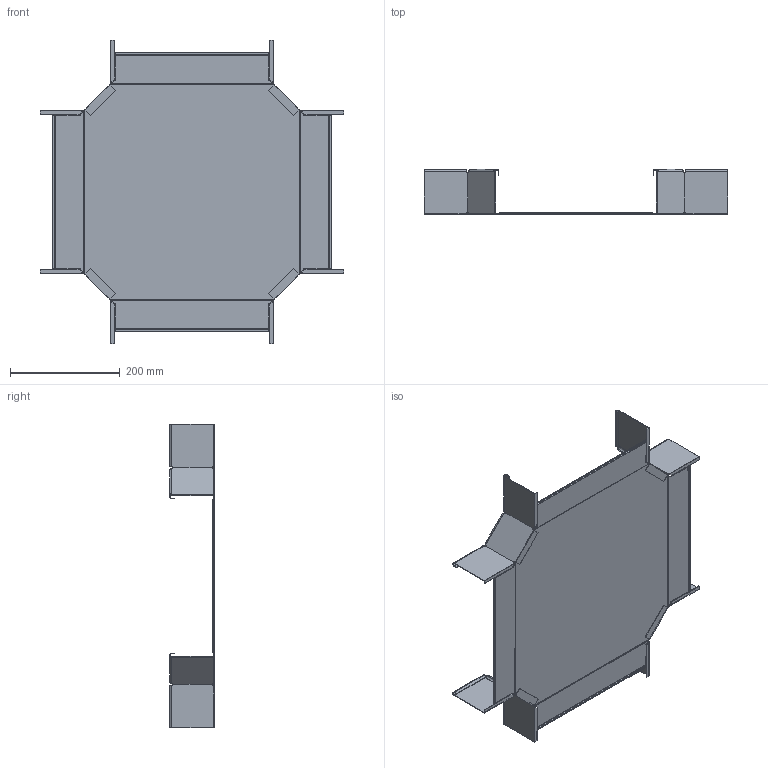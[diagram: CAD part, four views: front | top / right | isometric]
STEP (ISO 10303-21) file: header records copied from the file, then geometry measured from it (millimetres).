
FILE_DESCRIPTION (( 'STEP AP214' ), '1' );
FILE_NAME ('7027335.STEP', '2025-03-17T12:25:18', ( '' ), ( '' ), 'SwSTEP 2.0', 'SolidWorks 2024', '' );
FILE_SCHEMA (( 'AUTOMOTIVE_DESIGN' ));
Length unit declared in the file: millimetre
Products named in the file (3): 167655_85x90°; 7027335; 171992_300
Assembly tree (5 placements, depth 2):
  7027335
    171992_300
    167655_85x90°  x4
Bounding box: 553.97 x 82 x 553.97 mm (x, y, z)
Volume: 332504.7 mm3; surface area: 624838 mm2
Topology: 5 solids, 5 shells, 371 faces, 983 edges, 622 vertices
Faces by surface type: plane 250, cylinder 73, bspline 48
Entity records: 5749 total; most frequent: CARTESIAN_POINT 1854, ORIENTED_EDGE 886, DIRECTION 651, EDGE_CURVE 443, VERTEX_POINT 286, LINE 249, VECTOR 249, AXIS2_PLACEMENT_3D 201
